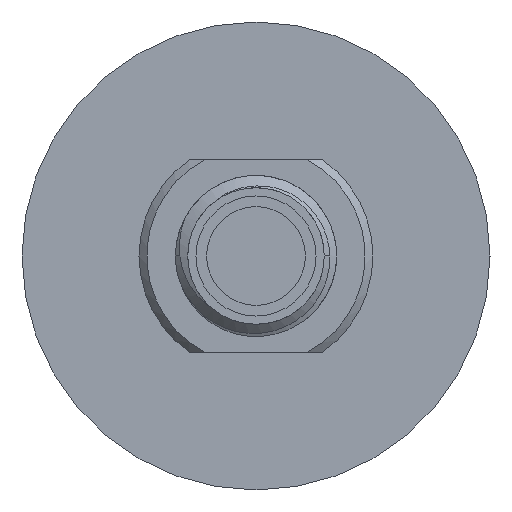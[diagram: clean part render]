
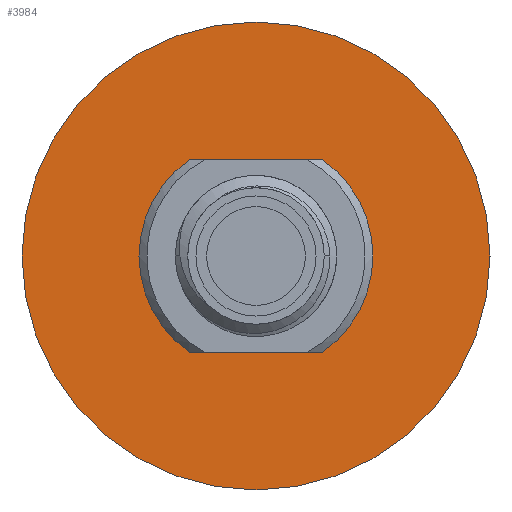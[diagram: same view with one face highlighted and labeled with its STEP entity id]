
A CAD part, left-side view. The second image highlights one B-rep face of the part: STEP entity #3984.
In plain terms, the highlighted planar face has unit normal (-1, 0, 0).
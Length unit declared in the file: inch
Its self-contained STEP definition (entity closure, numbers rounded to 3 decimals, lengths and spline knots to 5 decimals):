
#264 = CARTESIAN_POINT ( 'NONE',  ( 0., 0.35433, 0. ) ) ;
#329 = EDGE_CURVE ( 'NONE', #610, #1499, #3084, .T. ) ;
#374 = CARTESIAN_POINT ( 'NONE',  ( 0., 0., 0. ) ) ;
#441 = EDGE_CURVE ( 'NONE', #4354, #2887, #1682, .T. ) ;
#516 = EDGE_LOOP ( 'NONE', ( #833, #1510, #1457 ) ) ;
#610 = VERTEX_POINT ( 'NONE', #1633 ) ;
#810 = DIRECTION ( 'NONE',  ( 0., -1., 0. ) ) ;
#833 = ORIENTED_EDGE ( 'NONE', *, *, #2259, .T. ) ;
#860 = CIRCLE ( 'NONE', #1613, 0.35433 ) ;
#866 = CARTESIAN_POINT ( 'NONE',  ( 0., -0.35433, 0. ) ) ;
#909 = FACE_OUTER_BOUND ( 'NONE', #2435, .T. ) ;
#1127 = DIRECTION ( 'NONE',  ( -1., 0., 0. ) ) ;
#1153 = AXIS2_PLACEMENT_3D ( 'NONE', #3787, #2339, #2742 ) ;
#1244 = DIRECTION ( 'NONE',  ( 0., 0., 1. ) ) ;
#1262 = DIRECTION ( 'NONE',  ( 1., 0., 0. ) ) ;
#1306 = AXIS2_PLACEMENT_3D ( 'NONE', #3545, #1127, #3961 ) ;
#1424 = DIRECTION ( 'NONE',  ( 0., 1., 0. ) ) ;
#1457 = ORIENTED_EDGE ( 'NONE', *, *, #3686, .T. ) ;
#1499 = VERTEX_POINT ( 'NONE', #2431 ) ;
#1510 = ORIENTED_EDGE ( 'NONE', *, *, #329, .T. ) ;
#1542 = CIRCLE ( 'NONE', #4138, 0.12598 ) ;
#1613 = AXIS2_PLACEMENT_3D ( 'NONE', #3475, #4503, #2381 ) ;
#1633 = CARTESIAN_POINT ( 'NONE',  ( 0., 0., -0.12598 ) ) ;
#1637 = CARTESIAN_POINT ( 'NONE',  ( 0., 0., 0. ) ) ;
#1682 = CIRCLE ( 'NONE', #1306, 0.35433 ) ;
#1935 = AXIS2_PLACEMENT_3D ( 'NONE', #2323, #4426, #1244 ) ;
#2043 = CIRCLE ( 'NONE', #2716, 0.12598 ) ;
#2125 = DIRECTION ( 'NONE',  ( 1., 0., 0. ) ) ;
#2259 = EDGE_CURVE ( 'NONE', #2611, #610, #2043, .T. ) ;
#2323 = CARTESIAN_POINT ( 'NONE',  ( 0., 0., 0. ) ) ;
#2339 = DIRECTION ( 'NONE',  ( 1., 0., 0. ) ) ;
#2356 = FACE_BOUND ( 'NONE', #516, .T. ) ;
#2381 = DIRECTION ( 'NONE',  ( 0., 1., 0. ) ) ;
#2402 = ORIENTED_EDGE ( 'NONE', *, *, #4318, .F. ) ;
#2431 = CARTESIAN_POINT ( 'NONE',  ( 0., 0.12598, 0. ) ) ;
#2435 = EDGE_LOOP ( 'NONE', ( #3959, #2402 ) ) ;
#2611 = VERTEX_POINT ( 'NONE', #2738 ) ;
#2716 = AXIS2_PLACEMENT_3D ( 'NONE', #1637, #1262, #810 ) ;
#2738 = CARTESIAN_POINT ( 'NONE',  ( 0., -0.12598, 0. ) ) ;
#2742 = DIRECTION ( 'NONE',  ( 0., -1., 0. ) ) ;
#2887 = VERTEX_POINT ( 'NONE', #866 ) ;
#3084 = CIRCLE ( 'NONE', #1153, 0.12598 ) ;
#3429 = PLANE ( 'NONE',  #1935 ) ;
#3475 = CARTESIAN_POINT ( 'NONE',  ( 0., 0., 0. ) ) ;
#3545 = CARTESIAN_POINT ( 'NONE',  ( 0., 0., 0. ) ) ;
#3686 = EDGE_CURVE ( 'NONE', #1499, #2611, #1542, .T. ) ;
#3787 = CARTESIAN_POINT ( 'NONE',  ( 0., 0., 0. ) ) ;
#3959 = ORIENTED_EDGE ( 'NONE', *, *, #441, .T. ) ;
#3961 = DIRECTION ( 'NONE',  ( 0., 1., 0. ) ) ;
#3984 = ADVANCED_FACE ( 'NONE', ( #2356, #909 ), #3429, .T. ) ;
#4138 = AXIS2_PLACEMENT_3D ( 'NONE', #374, #2125, #1424 ) ;
#4318 = EDGE_CURVE ( 'NONE', #4354, #2887, #860, .T. ) ;
#4354 = VERTEX_POINT ( 'NONE', #264 ) ;
#4426 = DIRECTION ( 'NONE',  ( -1., 0., 0. ) ) ;
#4503 = DIRECTION ( 'NONE',  ( 1., 0., 0. ) ) ;
